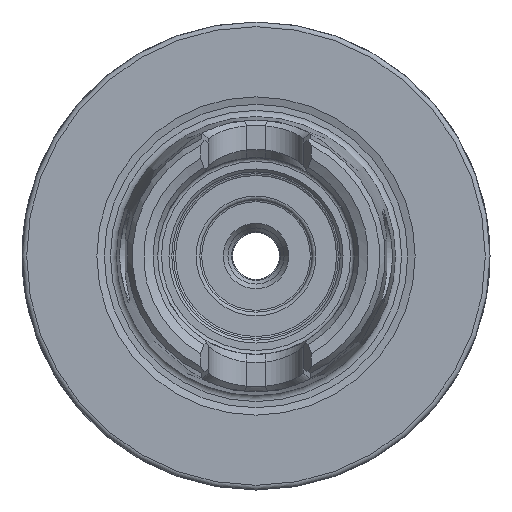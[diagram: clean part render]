
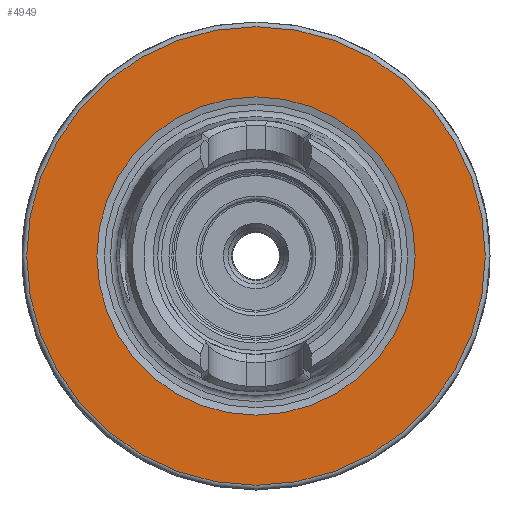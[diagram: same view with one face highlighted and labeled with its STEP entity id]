
A CAD part, left-side view. The second image highlights one B-rep face of the part: STEP entity #4949.
In plain terms, the highlighted planar face has unit normal (-1, 0, 0).
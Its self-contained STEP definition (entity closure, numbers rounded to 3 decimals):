
#4915=CARTESIAN_POINT('',(0.0,17.,0.0));
#4916=VERTEX_POINT('',#4915);
#4917=CARTESIAN_POINT('',(0.0,0.0,0.0));
#4918=DIRECTION('',(1.0,0.0,0.0));
#4919=DIRECTION('',(0.0,1.0,0.0));
#4920=AXIS2_PLACEMENT_3D('',#4917,#4918,#4919);
#4921=CIRCLE('',#4920,17.);
#4922=EDGE_CURVE('',#4916,#4916,#4921,.T.);
#4930=CARTESIAN_POINT('',(0.0,20.75,0.0));
#4931=DIRECTION('',(-1.0,0.0,0.0));
#4932=DIRECTION('',(0.0,0.0,1.0));
#4933=AXIS2_PLACEMENT_3D('',#4930,#4931,#4932);
#4934=PLANE('',#4933);
#4935=CARTESIAN_POINT('',(0.0,24.5,0.0));
#4936=VERTEX_POINT('',#4935);
#4937=CARTESIAN_POINT('',(0.0,0.0,0.0));
#4938=DIRECTION('',(1.0,0.0,0.0));
#4939=DIRECTION('',(0.0,1.0,0.0));
#4940=AXIS2_PLACEMENT_3D('',#4937,#4938,#4939);
#4941=CIRCLE('',#4940,24.5);
#4942=EDGE_CURVE('',#4936,#4936,#4941,.T.);
#4943=ORIENTED_EDGE('',*,*,#4942,.F.);
#4944=EDGE_LOOP('',(#4943));
#4945=FACE_OUTER_BOUND('',#4944,.T.);
#4946=ORIENTED_EDGE('',*,*,#4922,.T.);
#4947=EDGE_LOOP('',(#4946));
#4948=FACE_BOUND('',#4947,.T.);
#4949=ADVANCED_FACE('',(#4945,#4948),#4934,.T.);
